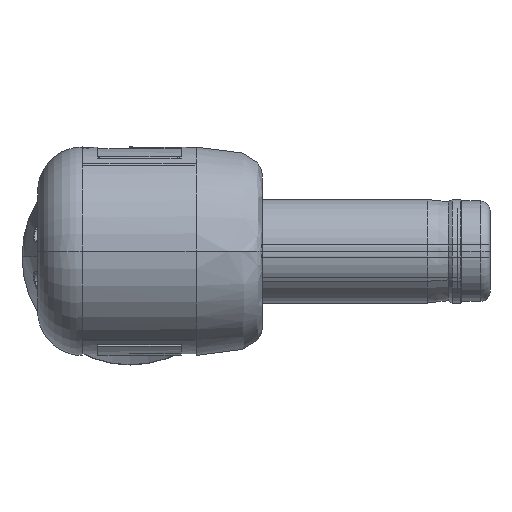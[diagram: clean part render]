
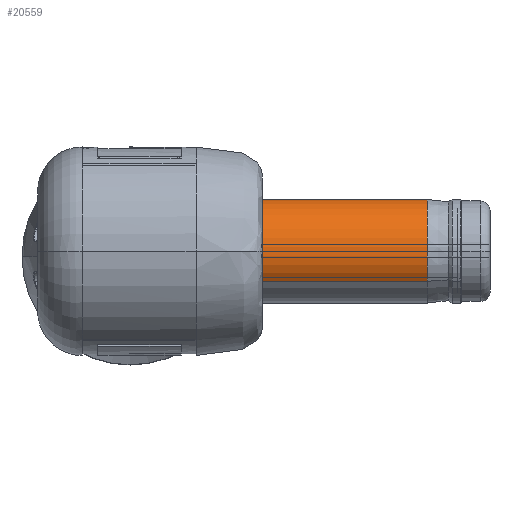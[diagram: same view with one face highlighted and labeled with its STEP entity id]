
A CAD part, top view. The second image highlights one B-rep face of the part: STEP entity #20559.
In plain terms, the highlighted cylindrical face has radius 2.74 mm (diameter 5.48 mm), a partial arc.
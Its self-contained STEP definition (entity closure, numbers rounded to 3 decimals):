
#839 = EDGE_LOOP ( 'NONE', ( #20110, #14636, #5986, #24801 ) ) ;
#882 = EDGE_CURVE ( 'NONE', #1622, #7685, #12102, .T. ) ;
#1125 = EDGE_CURVE ( 'NONE', #11499, #27564, #29435, .T. ) ;
#1622 = VERTEX_POINT ( 'NONE', #22862 ) ;
#2288 = CYLINDRICAL_SURFACE ( 'NONE', #21206, 2.74 ) ;
#2290 = EDGE_CURVE ( 'NONE', #7685, #27564, #4575, .T. ) ;
#2346 = EDGE_CURVE ( 'NONE', #1622, #11499, #3123, .T. ) ;
#3123 = CIRCLE ( 'NONE', #16328, 2.74 ) ;
#4575 = CIRCLE ( 'NONE', #16364, 2.74 ) ;
#5205 = VECTOR ( 'NONE', #6628, 1000. ) ;
#5986 = ORIENTED_EDGE ( 'NONE', *, *, #1125, .T. ) ;
#6028 = CARTESIAN_POINT ( 'NONE',  ( 2.74, -6.779, 0. ) ) ;
#6472 = DIRECTION ( 'NONE',  ( -1., 0., 0. ) ) ;
#6587 = DIRECTION ( 'NONE',  ( 0., 1., 0. ) ) ;
#6590 = CARTESIAN_POINT ( 'NONE',  ( 0., -4.979, 0. ) ) ;
#6628 = DIRECTION ( 'NONE',  ( 0., 1., 0. ) ) ;
#7685 = VERTEX_POINT ( 'NONE', #28548 ) ;
#8286 = DIRECTION ( 'NONE',  ( -1., 0., 0. ) ) ;
#8315 = DIRECTION ( 'NONE',  ( 0., 1., 0. ) ) ;
#8540 = CARTESIAN_POINT ( 'NONE',  ( 0., 7.471, 0. ) ) ;
#10848 = FACE_OUTER_BOUND ( 'NONE', #839, .T. ) ;
#11499 = VERTEX_POINT ( 'NONE', #13908 ) ;
#12102 = LINE ( 'NONE', #6028, #5205 ) ;
#12336 = CARTESIAN_POINT ( 'NONE',  ( -2.74, -6.779, 0. ) ) ;
#12411 = DIRECTION ( 'NONE',  ( 0., 1., 0. ) ) ;
#13908 = CARTESIAN_POINT ( 'NONE',  ( -2.74, -4.979, 0. ) ) ;
#14636 = ORIENTED_EDGE ( 'NONE', *, *, #2346, .T. ) ;
#16328 = AXIS2_PLACEMENT_3D ( 'NONE', #6590, #6587, #6472 ) ;
#16364 = AXIS2_PLACEMENT_3D ( 'NONE', #8540, #8315, #8286 ) ;
#16530 = DIRECTION ( 'NONE',  ( -1., 0., 0. ) ) ;
#19107 = CARTESIAN_POINT ( 'NONE',  ( 0., -6.779, 0. ) ) ;
#20110 = ORIENTED_EDGE ( 'NONE', *, *, #882, .F. ) ;
#20559 = ADVANCED_FACE ( 'NONE', ( #10848 ), #2288, .T. ) ;
#21206 = AXIS2_PLACEMENT_3D ( 'NONE', #19107, #24046, #16530 ) ;
#22862 = CARTESIAN_POINT ( 'NONE',  ( 2.74, -4.979, 0. ) ) ;
#24046 = DIRECTION ( 'NONE',  ( 0., 1., 0. ) ) ;
#24417 = CARTESIAN_POINT ( 'NONE',  ( -2.74, 7.471, 0. ) ) ;
#24801 = ORIENTED_EDGE ( 'NONE', *, *, #2290, .F. ) ;
#27564 = VERTEX_POINT ( 'NONE', #24417 ) ;
#28548 = CARTESIAN_POINT ( 'NONE',  ( 2.74, 7.471, 0. ) ) ;
#29435 = LINE ( 'NONE', #12336, #29935 ) ;
#29935 = VECTOR ( 'NONE', #12411, 1000. ) ;
